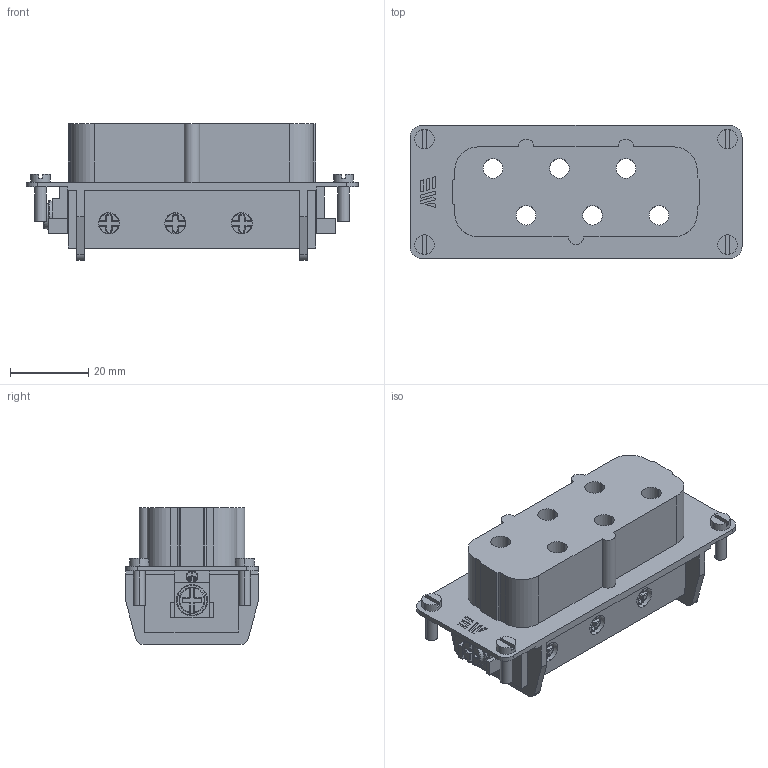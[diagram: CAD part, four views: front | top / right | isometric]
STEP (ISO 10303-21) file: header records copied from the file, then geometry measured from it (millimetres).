
FILE_DESCRIPTION (( 'STEP AP203' ), '1' );
FILE_NAME ('29124.step', '2025-02-12T17:34:20', ( '' ), ( '' ), 'SwSTEP 2.0', 'SolidWorks 2024', '' );
FILE_SCHEMA (( 'CONFIG_CONTROL_DESIGN' ));
Length unit declared in the file: inch
Products named in the file (1): 29124
Bounding box: 84.91 x 34 x 35 mm (x, y, z)
Volume: 46038.9 mm3; surface area: 17927.7 mm2
Topology: 1 solids, 7 shells, 606 faces, 1551 edges, 960 vertices
Faces by surface type: plane 284, cylinder 200, bspline 122
Entity records: 26706 total; most frequent: CARTESIAN_POINT 12990, ORIENTED_EDGE 3038, DIRECTION 2541, EDGE_CURVE 1519, VERTEX_POINT 960, VECTOR 907, LINE 907, AXIS2_PLACEMENT_3D 817
